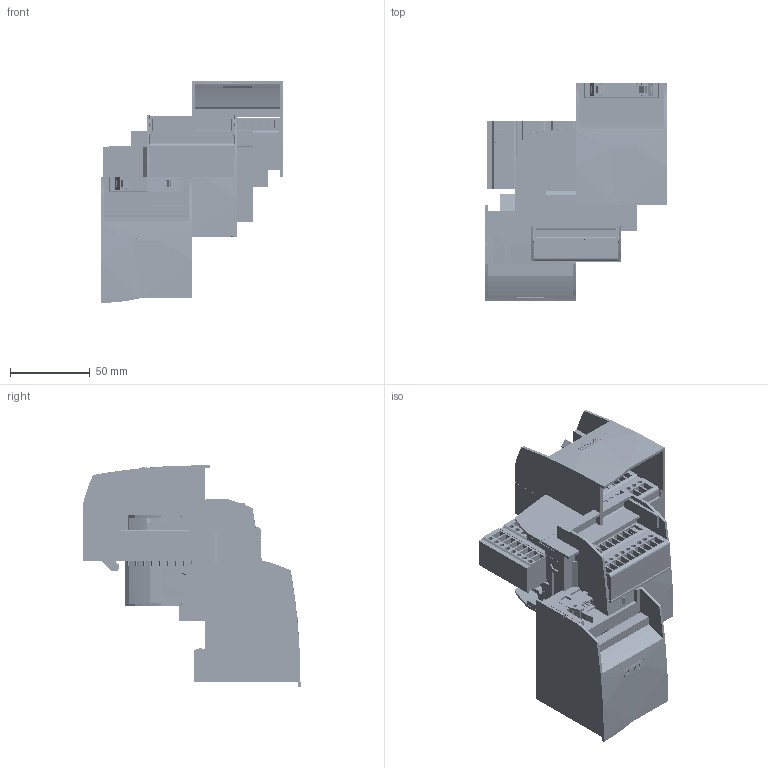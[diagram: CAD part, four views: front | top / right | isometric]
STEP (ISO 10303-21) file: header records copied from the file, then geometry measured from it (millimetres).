
FILE_DESCRIPTION( ( 'Unknown' ), '1' );
FILE_NAME( '6es79240ca200ba0_001_stp.stp', 'Unknown', ( 'Unknown' ), ( 'Unknown' ), 'PSStep 13.0', 'Unknown', ' ' );
FILE_SCHEMA( ( 'AUTOMOTIVE_DESIGN { 1 0 10303 214 1 1 1 1 }' ) );
Length unit declared in the file: millimetre
Products named in the file (60): C98130-A7800-X252_; Assem1; Motherboard-8bit_TP2_3_A-oa0_2; Device_G2CR-oa1_2; PCB 8bit_TP2_3_A_2; FCI-71918-116BLF_4; PHX FRONT 2,5-V Block 10+10+8-TP3_0; SIEMENS-Kleber-17x4,5_5; C98130-A7800-C011CR_2; C98130-A7800-C013.CR_2; C98130-A7800-C012CR_2; C98130-A7800-X252_0
Bounding box: 114 x 136 x 139 mm (x, y, z)
Volume: 479587.6 mm3; surface area: 339633.3 mm2
Topology: 182 solids, 182 shells, 6494 faces, 16665 edges, 11383 vertices
Faces by surface type: plane 5104, cylinder 1134, extrusion 256
Full cylindrical faces by diameter (mm): 0.5 x10, 1.02 x80, 1.3 x280, 1.4 x495, 3 x140, 4 x8
Entity records: 63598 total; most frequent: CARTESIAN_POINT 13208, ORIENTED_EDGE 7302, DIRECTION 7135, EDGE_CURVE 3651, VECTOR 3097, LINE 3013, VERTEX_POINT 2569, EDGE_LOOP 2206
